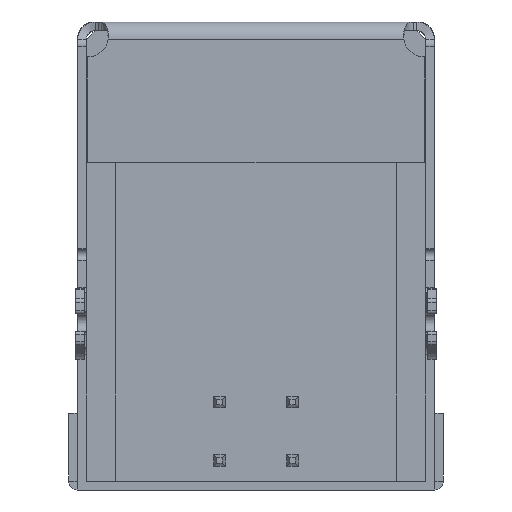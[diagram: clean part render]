
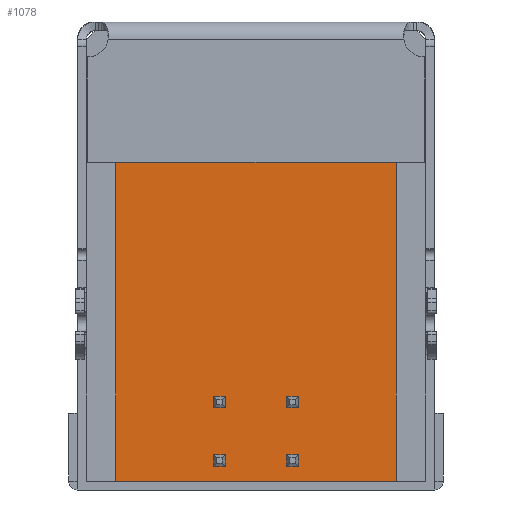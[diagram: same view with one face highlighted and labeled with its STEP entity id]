
A CAD part, front view. The second image highlights one B-rep face of the part: STEP entity #1078.
In plain terms, the highlighted planar face has unit normal (0, -1, 0).
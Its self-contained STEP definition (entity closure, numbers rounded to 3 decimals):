
#1078 = ADVANCED_FACE ( 'NONE', ( #3176 ), #9201, .T. ) ;
#1223 = DIRECTION ( 'NONE',  ( 0., 0., -1. ) ) ;
#1472 = ORIENTED_EDGE ( 'NONE', *, *, #13763, .T. ) ;
#1956 = EDGE_LOOP ( 'NONE', ( #1472, #11764, #12842, #6577 ) ) ;
#2541 = LINE ( 'NONE', #6657, #8913 ) ;
#2751 = CARTESIAN_POINT ( 'NONE',  ( 4.8, -5.5, -4.8 ) ) ;
#2797 = VERTEX_POINT ( 'NONE', #12446 ) ;
#2965 = VERTEX_POINT ( 'NONE', #2751 ) ;
#3176 = FACE_OUTER_BOUND ( 'NONE', #1956, .T. ) ;
#3261 = VECTOR ( 'NONE', #4871, 1000. ) ;
#3506 = VERTEX_POINT ( 'NONE', #12337 ) ;
#3754 = CARTESIAN_POINT ( 'NONE',  ( 5.8, -5.5, -15.7 ) ) ;
#4479 = LINE ( 'NONE', #6360, #13282 ) ;
#4498 = DIRECTION ( 'NONE',  ( 1., 0., 0. ) ) ;
#4789 = LINE ( 'NONE', #3754, #3261 ) ;
#4871 = DIRECTION ( 'NONE',  ( -1., 0., 0. ) ) ;
#5829 = VECTOR ( 'NONE', #9042, 1000. ) ;
#5881 = CARTESIAN_POINT ( 'NONE',  ( 0., -5.5, 0. ) ) ;
#6360 = CARTESIAN_POINT ( 'NONE',  ( 4.8, -5.5, -15.7 ) ) ;
#6466 = EDGE_CURVE ( 'NONE', #3506, #14259, #10980, .T. ) ;
#6577 = ORIENTED_EDGE ( 'NONE', *, *, #9479, .F. ) ;
#6657 = CARTESIAN_POINT ( 'NONE',  ( 0., -5.5, -4.8 ) ) ;
#6788 = DIRECTION ( 'NONE',  ( 0., 0., 1. ) ) ;
#7057 = EDGE_CURVE ( 'NONE', #14259, #2965, #2541, .T. ) ;
#8913 = VECTOR ( 'NONE', #4498, 1000. ) ;
#9042 = DIRECTION ( 'NONE',  ( 0., 0., 1. ) ) ;
#9201 = PLANE ( 'NONE',  #11662 ) ;
#9253 = CARTESIAN_POINT ( 'NONE',  ( -4.8, -5.5, -4.8 ) ) ;
#9479 = EDGE_CURVE ( 'NONE', #2797, #3506, #4789, .T. ) ;
#10050 = CARTESIAN_POINT ( 'NONE',  ( -4.8, -5.5, -15.7 ) ) ;
#10980 = LINE ( 'NONE', #10050, #5829 ) ;
#11662 = AXIS2_PLACEMENT_3D ( 'NONE', #5881, #13204, #1223 ) ;
#11764 = ORIENTED_EDGE ( 'NONE', *, *, #7057, .F. ) ;
#12337 = CARTESIAN_POINT ( 'NONE',  ( -4.8, -5.5, -15.7 ) ) ;
#12446 = CARTESIAN_POINT ( 'NONE',  ( 4.8, -5.5, -15.7 ) ) ;
#12842 = ORIENTED_EDGE ( 'NONE', *, *, #6466, .F. ) ;
#13204 = DIRECTION ( 'NONE',  ( 0., -1., 0. ) ) ;
#13282 = VECTOR ( 'NONE', #6788, 1000. ) ;
#13763 = EDGE_CURVE ( 'NONE', #2797, #2965, #4479, .T. ) ;
#14259 = VERTEX_POINT ( 'NONE', #9253 ) ;
